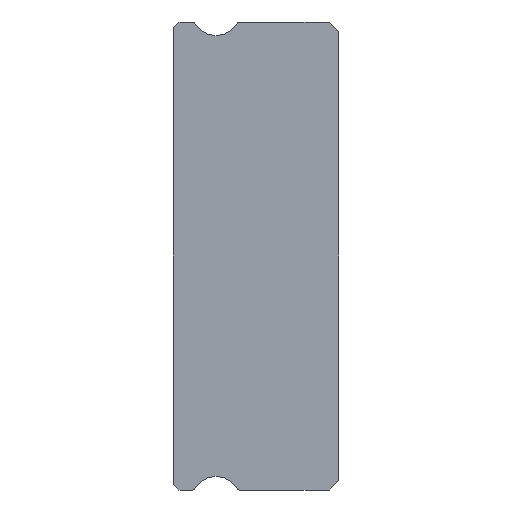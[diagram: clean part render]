
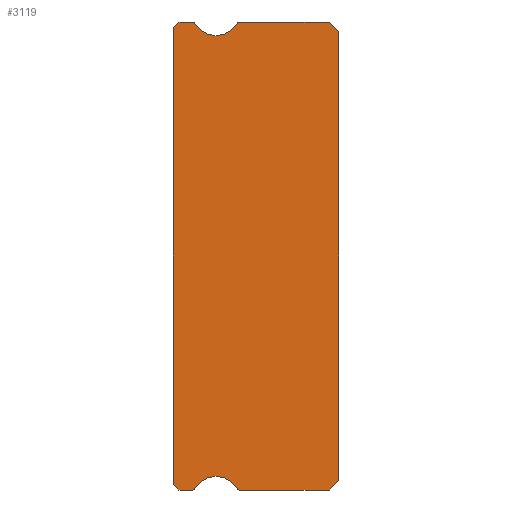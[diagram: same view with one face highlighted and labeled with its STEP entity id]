
A CAD part, left-side view. The second image highlights one B-rep face of the part: STEP entity #3119.
In plain terms, the highlighted planar face has unit normal (-1, 0, 0).
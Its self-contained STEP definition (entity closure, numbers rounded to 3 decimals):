
#3 = CARTESIAN_POINT ( 'NONE',  ( -10., 0.5, 12. ) ) ;
#53 = VECTOR ( 'NONE', #2813, 1000. ) ;
#102 = AXIS2_PLACEMENT_3D ( 'NONE', #4781, #902, #2587 ) ;
#224 = LINE ( 'NONE', #250, #53 ) ;
#250 = CARTESIAN_POINT ( 'NONE',  ( -10., 0., 11.5 ) ) ;
#261 = CARTESIAN_POINT ( 'NONE',  ( -10., 6.3, -12.55 ) ) ;
#298 = CARTESIAN_POINT ( 'NONE',  ( -10., 0.5, -12. ) ) ;
#310 = VERTEX_POINT ( 'NONE', #318 ) ;
#318 = CARTESIAN_POINT ( 'NONE',  ( -10., 0., 11.5 ) ) ;
#334 = AXIS2_PLACEMENT_3D ( 'NONE', #1402, #4837, #4568 ) ;
#379 = ORIENTED_EDGE ( 'NONE', *, *, #3943, .F. ) ;
#419 = VERTEX_POINT ( 'NONE', #2396 ) ;
#428 = EDGE_CURVE ( 'NONE', #2616, #419, #4086, .T. ) ;
#433 = ORIENTED_EDGE ( 'NONE', *, *, #3247, .F. ) ;
#484 = ORIENTED_EDGE ( 'NONE', *, *, #1975, .F. ) ;
#571 = CARTESIAN_POINT ( 'NONE',  ( -10., 5.088, -11.85 ) ) ;
#585 = ORIENTED_EDGE ( 'NONE', *, *, #4493, .F. ) ;
#638 = DIRECTION ( 'NONE',  ( 0., -0.707, -0.707 ) ) ;
#658 = DIRECTION ( 'NONE',  ( 0., 0., -1. ) ) ;
#675 = CARTESIAN_POINT ( 'NONE',  ( -10., 5.217, -11.925 ) ) ;
#812 = LINE ( 'NONE', #3079, #3852 ) ;
#830 = CARTESIAN_POINT ( 'NONE',  ( -10., 7.512, -12. ) ) ;
#876 = LINE ( 'NONE', #2642, #2574 ) ;
#902 = DIRECTION ( 'NONE',  ( 1., 0., 0. ) ) ;
#962 = AXIS2_PLACEMENT_3D ( 'NONE', #3800, #3860, #4705 ) ;
#1096 = EDGE_CURVE ( 'NONE', #3961, #5310, #3141, .T. ) ;
#1122 = CARTESIAN_POINT ( 'NONE',  ( -10., 7.383, 11.925 ) ) ;
#1169 = CARTESIAN_POINT ( 'NONE',  ( -10., 8.5, 11.7 ) ) ;
#1191 = ORIENTED_EDGE ( 'NONE', *, *, #4228, .T. ) ;
#1282 = ORIENTED_EDGE ( 'NONE', *, *, #428, .F. ) ;
#1283 = DIRECTION ( 'NONE',  ( 0., -1., 0. ) ) ;
#1329 = ORIENTED_EDGE ( 'NONE', *, *, #5481, .F. ) ;
#1335 = VERTEX_POINT ( 'NONE', #298 ) ;
#1342 = LINE ( 'NONE', #830, #5174 ) ;
#1343 = CARTESIAN_POINT ( 'NONE',  ( -10., 5.088, -12. ) ) ;
#1355 = DIRECTION ( 'NONE',  ( 0., 1., 0. ) ) ;
#1377 = CARTESIAN_POINT ( 'NONE',  ( -10., 8.2, -12. ) ) ;
#1402 = CARTESIAN_POINT ( 'NONE',  ( -10., 6.3, 12.55 ) ) ;
#1431 = CARTESIAN_POINT ( 'NONE',  ( -10., 0., -11.5 ) ) ;
#1463 = FACE_OUTER_BOUND ( 'NONE', #4632, .T. ) ;
#1542 = VECTOR ( 'NONE', #638, 1000. ) ;
#1634 = ORIENTED_EDGE ( 'NONE', *, *, #5455, .F. ) ;
#1638 = CIRCLE ( 'NONE', #3518, 1.25 ) ;
#1676 = CARTESIAN_POINT ( 'NONE',  ( -10., 5.217, 11.925 ) ) ;
#1679 = ORIENTED_EDGE ( 'NONE', *, *, #2881, .F. ) ;
#1698 = LINE ( 'NONE', #2961, #2942 ) ;
#1809 = DIRECTION ( 'NONE',  ( 0., 0., -1. ) ) ;
#1834 = EDGE_CURVE ( 'NONE', #2815, #2178, #4718, .T. ) ;
#1945 = DIRECTION ( 'NONE',  ( 0., 0., -1. ) ) ;
#1975 = EDGE_CURVE ( 'NONE', #3547, #2351, #3059, .T. ) ;
#1982 = CARTESIAN_POINT ( 'NONE',  ( -10., 7.383, -11.925 ) ) ;
#1996 = CARTESIAN_POINT ( 'NONE',  ( -10., 7.512, -12. ) ) ;
#2041 = VECTOR ( 'NONE', #2501, 1000. ) ;
#2044 = DIRECTION ( 'NONE',  ( 0., 0., 1. ) ) ;
#2156 = ORIENTED_EDGE ( 'NONE', *, *, #3687, .F. ) ;
#2178 = VERTEX_POINT ( 'NONE', #1169 ) ;
#2197 = VECTOR ( 'NONE', #4735, 1000. ) ;
#2351 = VERTEX_POINT ( 'NONE', #675 ) ;
#2372 = CARTESIAN_POINT ( 'NONE',  ( -10., 8.5, -11.7 ) ) ;
#2396 = CARTESIAN_POINT ( 'NONE',  ( -10., 5.088, 12. ) ) ;
#2403 = CIRCLE ( 'NONE', #4116, 1.25 ) ;
#2501 = DIRECTION ( 'NONE',  ( 0., 0.707, -0.707 ) ) ;
#2524 = CARTESIAN_POINT ( 'NONE',  ( -10., 8.5, 11.7 ) ) ;
#2574 = VECTOR ( 'NONE', #1283, 1000. ) ;
#2587 = DIRECTION ( 'NONE',  ( 0., 0., -1. ) ) ;
#2616 = VERTEX_POINT ( 'NONE', #1676 ) ;
#2642 = CARTESIAN_POINT ( 'NONE',  ( -10., 7.512, 12. ) ) ;
#2735 = LINE ( 'NONE', #1377, #4782 ) ;
#2743 = VERTEX_POINT ( 'NONE', #3924 ) ;
#2765 = EDGE_CURVE ( 'NONE', #2815, #3961, #2735, .T. ) ;
#2785 = CIRCLE ( 'NONE', #334, 1.25 ) ;
#2813 = DIRECTION ( 'NONE',  ( 0., 0., 1. ) ) ;
#2815 = VERTEX_POINT ( 'NONE', #2372 ) ;
#2829 = VERTEX_POINT ( 'NONE', #1122 ) ;
#2881 = EDGE_CURVE ( 'NONE', #4676, #310, #4925, .T. ) ;
#2942 = VECTOR ( 'NONE', #3780, 1000. ) ;
#2961 = CARTESIAN_POINT ( 'NONE',  ( -10., 0., -11.5 ) ) ;
#2989 = CARTESIAN_POINT ( 'NONE',  ( -10., 8.5, 11.85 ) ) ;
#3059 = CIRCLE ( 'NONE', #5492, 0.15 ) ;
#3064 = ORIENTED_EDGE ( 'NONE', *, *, #4917, .T. ) ;
#3071 = ORIENTED_EDGE ( 'NONE', *, *, #1096, .T. ) ;
#3079 = CARTESIAN_POINT ( 'NONE',  ( -10., 8.2, 12. ) ) ;
#3089 = ORIENTED_EDGE ( 'NONE', *, *, #4609, .F. ) ;
#3100 = PLANE ( 'NONE',  #4158 ) ;
#3101 = ORIENTED_EDGE ( 'NONE', *, *, #5178, .F. ) ;
#3119 = ADVANCED_FACE ( 'NONE', ( #1463 ), #3100, .F. ) ;
#3141 = LINE ( 'NONE', #5203, #2197 ) ;
#3167 = CARTESIAN_POINT ( 'NONE',  ( -10., 8.2, 12. ) ) ;
#3202 = VERTEX_POINT ( 'NONE', #1431 ) ;
#3247 = EDGE_CURVE ( 'NONE', #2829, #2743, #1638, .T. ) ;
#3306 = VERTEX_POINT ( 'NONE', #1982 ) ;
#3363 = LINE ( 'NONE', #2524, #2041 ) ;
#3518 = AXIS2_PLACEMENT_3D ( 'NONE', #5012, #4596, #4125 ) ;
#3547 = VERTEX_POINT ( 'NONE', #1343 ) ;
#3604 = CARTESIAN_POINT ( 'NONE',  ( -10., 0.5, 12. ) ) ;
#3687 = EDGE_CURVE ( 'NONE', #2743, #2616, #2785, .T. ) ;
#3707 = EDGE_CURVE ( 'NONE', #3202, #310, #224, .T. ) ;
#3727 = AXIS2_PLACEMENT_3D ( 'NONE', #4977, #5316, #1945 ) ;
#3737 = CARTESIAN_POINT ( 'NONE',  ( -10., 7.512, 12. ) ) ;
#3780 = DIRECTION ( 'NONE',  ( 0., 0.707, -0.707 ) ) ;
#3800 = CARTESIAN_POINT ( 'NONE',  ( -10., 7.512, -11.85 ) ) ;
#3852 = VECTOR ( 'NONE', #1355, 1000. ) ;
#3860 = DIRECTION ( 'NONE',  ( 1., 0., 0. ) ) ;
#3924 = CARTESIAN_POINT ( 'NONE',  ( -10., 6.3, 11.3 ) ) ;
#3943 = EDGE_CURVE ( 'NONE', #3306, #5310, #5030, .T. ) ;
#3961 = VERTEX_POINT ( 'NONE', #5578 ) ;
#3970 = DIRECTION ( 'NONE',  ( 0., 1., 0. ) ) ;
#4082 = VERTEX_POINT ( 'NONE', #3167 ) ;
#4086 = CIRCLE ( 'NONE', #3727, 0.15 ) ;
#4116 = AXIS2_PLACEMENT_3D ( 'NONE', #261, #5385, #4550 ) ;
#4125 = DIRECTION ( 'NONE',  ( 0., 0., -1. ) ) ;
#4158 = AXIS2_PLACEMENT_3D ( 'NONE', #4799, #4874, #1809 ) ;
#4228 = EDGE_CURVE ( 'NONE', #4082, #2178, #3363, .T. ) ;
#4459 = DIRECTION ( 'NONE',  ( 0., -0.707, -0.707 ) ) ;
#4493 = EDGE_CURVE ( 'NONE', #2351, #3306, #2403, .T. ) ;
#4550 = DIRECTION ( 'NONE',  ( 0., 0., -1. ) ) ;
#4568 = DIRECTION ( 'NONE',  ( 0., 0., -1. ) ) ;
#4596 = DIRECTION ( 'NONE',  ( -1., 0., 0. ) ) ;
#4609 = EDGE_CURVE ( 'NONE', #3202, #1335, #1698, .T. ) ;
#4632 = EDGE_LOOP ( 'NONE', ( #5494, #5495, #3071, #379, #585, #484, #3101, #3089, #5480, #1679, #1634, #1282, #2156, #433, #1329, #3064, #1191 ) ) ;
#4676 = VERTEX_POINT ( 'NONE', #3 ) ;
#4705 = DIRECTION ( 'NONE',  ( 0., 0., -1. ) ) ;
#4718 = LINE ( 'NONE', #2989, #5155 ) ;
#4735 = DIRECTION ( 'NONE',  ( 0., -1., 0. ) ) ;
#4781 = CARTESIAN_POINT ( 'NONE',  ( -10., 7.512, 11.85 ) ) ;
#4782 = VECTOR ( 'NONE', #4459, 1000. ) ;
#4799 = CARTESIAN_POINT ( 'NONE',  ( -10., 7.512, 11.85 ) ) ;
#4837 = DIRECTION ( 'NONE',  ( -1., 0., 0. ) ) ;
#4874 = DIRECTION ( 'NONE',  ( 1., 0., 0. ) ) ;
#4917 = EDGE_CURVE ( 'NONE', #5442, #4082, #812, .T. ) ;
#4925 = LINE ( 'NONE', #3604, #1542 ) ;
#4975 = DIRECTION ( 'NONE',  ( 1., 0., 0. ) ) ;
#4977 = CARTESIAN_POINT ( 'NONE',  ( -10., 5.088, 11.85 ) ) ;
#4992 = CIRCLE ( 'NONE', #102, 0.15 ) ;
#5012 = CARTESIAN_POINT ( 'NONE',  ( -10., 6.3, 12.55 ) ) ;
#5030 = CIRCLE ( 'NONE', #962, 0.15 ) ;
#5155 = VECTOR ( 'NONE', #2044, 1000. ) ;
#5174 = VECTOR ( 'NONE', #3970, 1000. ) ;
#5178 = EDGE_CURVE ( 'NONE', #1335, #3547, #1342, .T. ) ;
#5203 = CARTESIAN_POINT ( 'NONE',  ( -10., 7.512, -12. ) ) ;
#5310 = VERTEX_POINT ( 'NONE', #1996 ) ;
#5316 = DIRECTION ( 'NONE',  ( 1., 0., 0. ) ) ;
#5385 = DIRECTION ( 'NONE',  ( -1., 0., 0. ) ) ;
#5442 = VERTEX_POINT ( 'NONE', #3737 ) ;
#5455 = EDGE_CURVE ( 'NONE', #419, #4676, #876, .T. ) ;
#5480 = ORIENTED_EDGE ( 'NONE', *, *, #3707, .T. ) ;
#5481 = EDGE_CURVE ( 'NONE', #5442, #2829, #4992, .T. ) ;
#5492 = AXIS2_PLACEMENT_3D ( 'NONE', #571, #4975, #658 ) ;
#5494 = ORIENTED_EDGE ( 'NONE', *, *, #1834, .F. ) ;
#5495 = ORIENTED_EDGE ( 'NONE', *, *, #2765, .T. ) ;
#5578 = CARTESIAN_POINT ( 'NONE',  ( -10., 8.2, -12. ) ) ;
